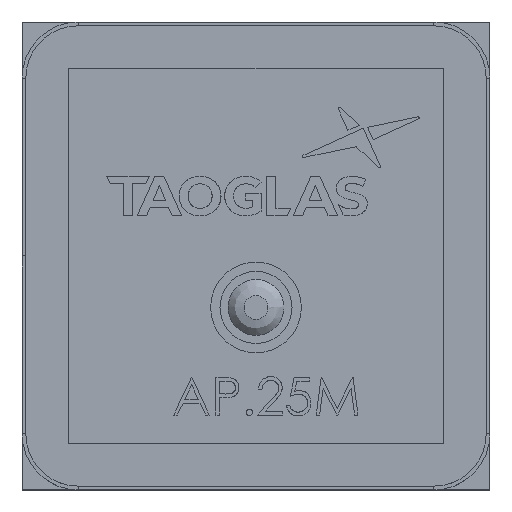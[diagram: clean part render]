
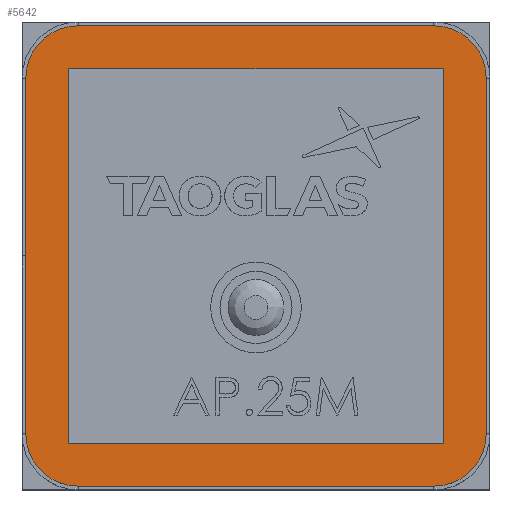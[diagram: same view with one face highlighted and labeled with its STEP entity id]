
A CAD part, top view. The second image highlights one B-rep face of the part: STEP entity #5642.
In plain terms, the highlighted planar face has unit normal (0, 0, 1).
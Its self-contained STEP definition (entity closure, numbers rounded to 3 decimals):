
#311=FACE_BOUND('',#1110,.T.);
#552=PLANE('',#6034);
#771=FACE_OUTER_BOUND('',#1109,.T.);
#1109=EDGE_LOOP('',(#4423,#4424,#4425,#4426,#4427,#4428,#4429,#4430,#4431));
#1110=EDGE_LOOP('',(#4432,#4433,#4434,#4435));
#1592=LINE('',#8632,#2174);
#1593=LINE('',#8634,#2175);
#1594=LINE('',#8638,#2176);
#1595=LINE('',#8642,#2177);
#1596=LINE('',#8646,#2178);
#1597=LINE('',#8650,#2179);
#1598=LINE('',#8652,#2180);
#1599=LINE('',#8654,#2181);
#1600=LINE('',#8655,#2182);
#2174=VECTOR('',#6720,1000.);
#2175=VECTOR('',#6721,1000.);
#2176=VECTOR('',#6724,1000.);
#2177=VECTOR('',#6727,1000.);
#2178=VECTOR('',#6730,1000.);
#2179=VECTOR('',#6733,1000.);
#2180=VECTOR('',#6734,1000.);
#2181=VECTOR('',#6735,1000.);
#2182=VECTOR('',#6736,1000.);
#2559=CIRCLE('',#6035,2.8);
#2560=CIRCLE('',#6036,2.8);
#2561=CIRCLE('',#6037,2.8);
#2562=CIRCLE('',#6038,2.8);
#2850=VERTEX_POINT('',#8630);
#2851=VERTEX_POINT('',#8631);
#2852=VERTEX_POINT('',#8633);
#2853=VERTEX_POINT('',#8635);
#2854=VERTEX_POINT('',#8637);
#2855=VERTEX_POINT('',#8639);
#2856=VERTEX_POINT('',#8641);
#2857=VERTEX_POINT('',#8643);
#2858=VERTEX_POINT('',#8645);
#2859=VERTEX_POINT('',#8648);
#2860=VERTEX_POINT('',#8649);
#2861=VERTEX_POINT('',#8651);
#2862=VERTEX_POINT('',#8653);
#3444=EDGE_CURVE('',#2850,#2851,#1592,.T.);
#3445=EDGE_CURVE('',#2851,#2852,#1593,.T.);
#3446=EDGE_CURVE('',#2852,#2853,#2559,.T.);
#3447=EDGE_CURVE('',#2853,#2854,#1594,.T.);
#3448=EDGE_CURVE('',#2854,#2855,#2560,.T.);
#3449=EDGE_CURVE('',#2855,#2856,#1595,.T.);
#3450=EDGE_CURVE('',#2856,#2857,#2561,.T.);
#3451=EDGE_CURVE('',#2857,#2858,#1596,.T.);
#3452=EDGE_CURVE('',#2858,#2850,#2562,.T.);
#3453=EDGE_CURVE('',#2859,#2860,#1597,.T.);
#3454=EDGE_CURVE('',#2861,#2859,#1598,.T.);
#3455=EDGE_CURVE('',#2862,#2861,#1599,.T.);
#3456=EDGE_CURVE('',#2860,#2862,#1600,.T.);
#4423=ORIENTED_EDGE('',*,*,#3444,.T.);
#4424=ORIENTED_EDGE('',*,*,#3445,.T.);
#4425=ORIENTED_EDGE('',*,*,#3446,.T.);
#4426=ORIENTED_EDGE('',*,*,#3447,.T.);
#4427=ORIENTED_EDGE('',*,*,#3448,.T.);
#4428=ORIENTED_EDGE('',*,*,#3449,.T.);
#4429=ORIENTED_EDGE('',*,*,#3450,.T.);
#4430=ORIENTED_EDGE('',*,*,#3451,.T.);
#4431=ORIENTED_EDGE('',*,*,#3452,.T.);
#4432=ORIENTED_EDGE('',*,*,#3453,.F.);
#4433=ORIENTED_EDGE('',*,*,#3454,.F.);
#4434=ORIENTED_EDGE('',*,*,#3455,.F.);
#4435=ORIENTED_EDGE('',*,*,#3456,.F.);
#5642=ADVANCED_FACE('',(#771,#311),#552,.T.);
#6034=AXIS2_PLACEMENT_3D('',#8629,#6718,#6719);
#6035=AXIS2_PLACEMENT_3D('',#8636,#6722,#6723);
#6036=AXIS2_PLACEMENT_3D('',#8640,#6725,#6726);
#6037=AXIS2_PLACEMENT_3D('',#8644,#6728,#6729);
#6038=AXIS2_PLACEMENT_3D('',#8647,#6731,#6732);
#6718=DIRECTION('center_axis',(0.,0.,
1.));
#6719=DIRECTION('ref_axis',(0.,-1.,0.));
#6720=DIRECTION('',(0.,-1.,0.));
#6721=DIRECTION('',(0.,-1.,0.));
#6722=DIRECTION('center_axis',(0.,0.,
1.));
#6723=DIRECTION('ref_axis',(-1.,0.,0.));
#6724=DIRECTION('',(1.,0.,0.));
#6725=DIRECTION('center_axis',(0.,0.,
1.));
#6726=DIRECTION('ref_axis',(0.,-1.,0.));
#6727=DIRECTION('',(0.,1.,0.));
#6728=DIRECTION('center_axis',(0.,0.,
1.));
#6729=DIRECTION('ref_axis',(1.,0.,0.));
#6730=DIRECTION('',(-1.,0.,0.));
#6731=DIRECTION('center_axis',(0.,0.,
1.));
#6732=DIRECTION('ref_axis',(0.,1.,0.));
#6733=DIRECTION('',(-1.,0.,0.));
#6734=DIRECTION('',(0.,1.,0.));
#6735=DIRECTION('',(1.,0.,0.));
#6736=DIRECTION('',(0.,-1.,0.));
#8629=CARTESIAN_POINT('Origin',(0.,0.,2.99));
#8630=CARTESIAN_POINT('',(-12.3,9.5,2.99));
#8631=CARTESIAN_POINT('',(-12.3,0.,2.99));
#8632=CARTESIAN_POINT('',(-12.3,9.5,2.99));
#8633=CARTESIAN_POINT('',(-12.3,-9.5,2.99));
#8634=CARTESIAN_POINT('',(-12.3,0.,2.99));
#8635=CARTESIAN_POINT('',(-9.5,-12.3,2.99));
#8636=CARTESIAN_POINT('Origin',(-9.5,-9.5,2.99));
#8637=CARTESIAN_POINT('',(9.5,-12.3,2.99));
#8638=CARTESIAN_POINT('',(-9.5,-12.3,2.99));
#8639=CARTESIAN_POINT('',(12.3,-9.5,2.99));
#8640=CARTESIAN_POINT('Origin',(9.5,-9.5,2.99));
#8641=CARTESIAN_POINT('',(12.3,9.5,2.99));
#8642=CARTESIAN_POINT('',(12.3,-9.5,2.99));
#8643=CARTESIAN_POINT('',(9.5,12.3,2.99));
#8644=CARTESIAN_POINT('Origin',(9.5,9.5,2.99));
#8645=CARTESIAN_POINT('',(-9.5,12.3,2.99));
#8646=CARTESIAN_POINT('',(9.5,12.3,2.99));
#8647=CARTESIAN_POINT('Origin',(-9.5,9.5,2.99));
#8648=CARTESIAN_POINT('',(10.,10.,2.99));
#8649=CARTESIAN_POINT('',(-10.,10.,2.99));
#8650=CARTESIAN_POINT('',(-10.,10.,2.99));
#8651=CARTESIAN_POINT('',(10.,-10.,2.99));
#8652=CARTESIAN_POINT('',(10.,-10.,2.99));
#8653=CARTESIAN_POINT('',(-10.,-10.,2.99));
#8654=CARTESIAN_POINT('',(-10.,-10.,2.99));
#8655=CARTESIAN_POINT('',(-10.,-10.,2.99));
